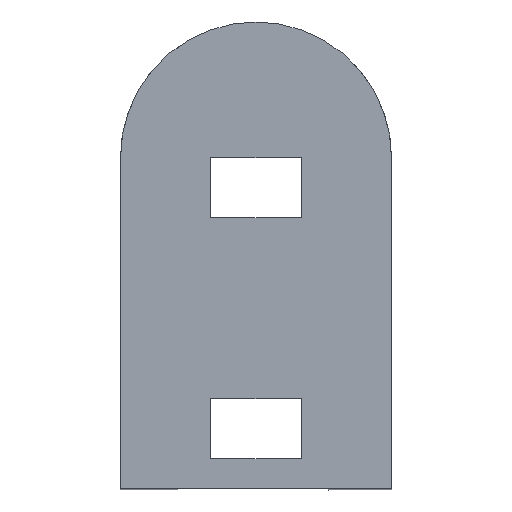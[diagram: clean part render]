
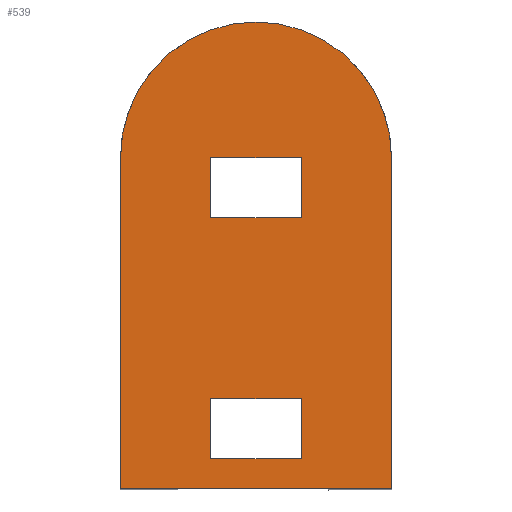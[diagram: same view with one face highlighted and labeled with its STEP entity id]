
A CAD part, top view. The second image highlights one B-rep face of the part: STEP entity #539.
In plain terms, the highlighted planar face has unit normal (0, 0, 1).
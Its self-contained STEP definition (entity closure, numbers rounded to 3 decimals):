
#19=FACE_BOUND('',#214,.T.);
#20=FACE_BOUND('',#215,.T.);
#30=PLANE('',#600);
#63=LINE('',#911,#116);
#67=LINE('',#920,#120);
#74=LINE('',#937,#127);
#75=LINE('',#940,#128);
#76=LINE('',#942,#129);
#77=LINE('',#944,#130);
#78=LINE('',#945,#131);
#79=LINE('',#948,#132);
#80=LINE('',#950,#133);
#81=LINE('',#952,#134);
#82=LINE('',#953,#135);
#116=VECTOR('',#685,10.);
#120=VECTOR('',#695,10.);
#127=VECTOR('',#714,10.);
#128=VECTOR('',#715,10.);
#129=VECTOR('',#716,10.);
#130=VECTOR('',#717,10.);
#131=VECTOR('',#718,10.);
#132=VECTOR('',#719,10.);
#133=VECTOR('',#720,10.);
#134=VECTOR('',#721,10.);
#135=VECTOR('',#722,10.);
#183=FACE_OUTER_BOUND('',#213,.T.);
#213=EDGE_LOOP('',(#449,#450,#451,#452));
#214=EDGE_LOOP('',(#453,#454,#455,#456));
#215=EDGE_LOOP('',(#457,#458,#459,#460));
#241=CIRCLE('',#593,4.5);
#268=VERTEX_POINT('',#908);
#269=VERTEX_POINT('',#910);
#270=VERTEX_POINT('',#914);
#271=VERTEX_POINT('',#918);
#276=VERTEX_POINT('',#938);
#277=VERTEX_POINT('',#939);
#278=VERTEX_POINT('',#941);
#279=VERTEX_POINT('',#943);
#280=VERTEX_POINT('',#946);
#281=VERTEX_POINT('',#947);
#282=VERTEX_POINT('',#949);
#283=VERTEX_POINT('',#951);
#328=EDGE_CURVE('',#268,#269,#63,.T.);
#331=EDGE_CURVE('',#270,#268,#241,.T.);
#333=EDGE_CURVE('',#271,#270,#67,.T.);
#341=EDGE_CURVE('',#269,#271,#74,.T.);
#342=EDGE_CURVE('',#276,#277,#75,.T.);
#343=EDGE_CURVE('',#277,#278,#76,.T.);
#344=EDGE_CURVE('',#278,#279,#77,.T.);
#345=EDGE_CURVE('',#279,#276,#78,.T.);
#346=EDGE_CURVE('',#280,#281,#79,.T.);
#347=EDGE_CURVE('',#281,#282,#80,.T.);
#348=EDGE_CURVE('',#282,#283,#81,.T.);
#349=EDGE_CURVE('',#283,#280,#82,.T.);
#449=ORIENTED_EDGE('',*,*,#341,.F.);
#450=ORIENTED_EDGE('',*,*,#328,.F.);
#451=ORIENTED_EDGE('',*,*,#331,.F.);
#452=ORIENTED_EDGE('',*,*,#333,.F.);
#453=ORIENTED_EDGE('',*,*,#342,.T.);
#454=ORIENTED_EDGE('',*,*,#343,.T.);
#455=ORIENTED_EDGE('',*,*,#344,.T.);
#456=ORIENTED_EDGE('',*,*,#345,.T.);
#457=ORIENTED_EDGE('',*,*,#346,.T.);
#458=ORIENTED_EDGE('',*,*,#347,.T.);
#459=ORIENTED_EDGE('',*,*,#348,.T.);
#460=ORIENTED_EDGE('',*,*,#349,.T.);
#539=ADVANCED_FACE('',(#183,#19,#20),#30,.T.);
#593=AXIS2_PLACEMENT_3D('',#916,#690,#691);
#600=AXIS2_PLACEMENT_3D('',#936,#712,#713);
#685=DIRECTION('',(0.,-1.,0.));
#690=DIRECTION('center_axis',(0.,0.,
-1.));
#691=DIRECTION('ref_axis',(-1.,0.,0.));
#695=DIRECTION('',(0.,1.,0.));
#712=DIRECTION('center_axis',(0.,0.,
1.));
#713=DIRECTION('ref_axis',(1.,0.,0.));
#714=DIRECTION('',(-1.,0.,0.));
#715=DIRECTION('',(0.,-1.,0.));
#716=DIRECTION('',(-1.,0.,0.));
#717=DIRECTION('',(0.,1.,0.));
#718=DIRECTION('',(1.,0.,0.));
#719=DIRECTION('',(-1.,0.,0.));
#720=DIRECTION('',(0.,1.,0.));
#721=DIRECTION('',(1.,0.,0.));
#722=DIRECTION('',(0.,-1.,0.));
#908=CARTESIAN_POINT('',(8.069,-74.965,37.959));
#910=CARTESIAN_POINT('',(8.069,-85.967,37.959));
#911=CARTESIAN_POINT('',(8.069,-93.499,37.959));
#914=CARTESIAN_POINT('',(-0.931,-74.965,37.959));
#916=CARTESIAN_POINT('Origin',(3.569,-74.965,37.959));
#918=CARTESIAN_POINT('',(-0.931,-85.967,37.959));
#920=CARTESIAN_POINT('',(-0.931,-87.998,37.959));
#936=CARTESIAN_POINT('Origin',(-2.188,-101.031,37.959));
#937=CARTESIAN_POINT('',(-1.56,-85.967,37.959));
#938=CARTESIAN_POINT('',(5.069,-74.967,37.959));
#939=CARTESIAN_POINT('',(5.069,-76.967,37.959));
#940=CARTESIAN_POINT('',(5.069,-76.967,37.959));
#941=CARTESIAN_POINT('',(2.069,-76.967,37.959));
#942=CARTESIAN_POINT('',(2.069,-76.967,37.959));
#943=CARTESIAN_POINT('',(2.069,-74.967,37.959));
#944=CARTESIAN_POINT('',(2.069,-74.967,37.959));
#945=CARTESIAN_POINT('',(5.069,-74.967,37.959));
#946=CARTESIAN_POINT('',(5.069,-84.967,37.959));
#947=CARTESIAN_POINT('',(2.069,-84.967,37.959));
#948=CARTESIAN_POINT('',(2.069,-84.967,37.959));
#949=CARTESIAN_POINT('',(2.069,-82.967,37.959));
#950=CARTESIAN_POINT('',(2.069,-82.967,37.959));
#951=CARTESIAN_POINT('',(5.069,-82.967,37.959));
#952=CARTESIAN_POINT('',(5.069,-82.967,37.959));
#953=CARTESIAN_POINT('',(5.069,-84.967,37.959));
